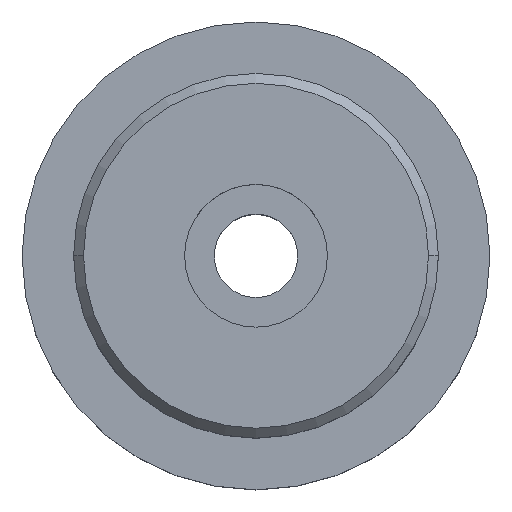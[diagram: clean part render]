
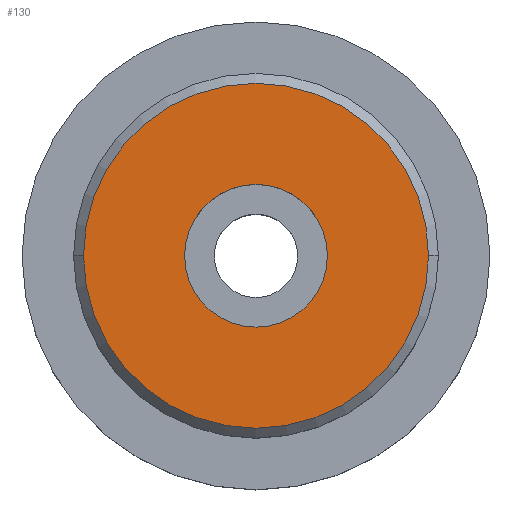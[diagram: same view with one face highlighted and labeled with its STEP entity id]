
A CAD part, top view. The second image highlights one B-rep face of the part: STEP entity #130.
In plain terms, the highlighted planar face has unit normal (0, 0, 1).
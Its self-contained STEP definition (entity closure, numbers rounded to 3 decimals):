
#106=VERTEX_POINT('',#271);
#112=EDGE_CURVE('',#106,#238,#277,.T.);
#130=ADVANCED_FACE('',(#298,#299),#300,.T.);
#160=EDGE_CURVE('',#202,#192,#334,.T.);
#186=EDGE_CURVE('',#192,#202,#363,.T.);
#188=EDGE_CURVE('',#238,#106,#365,.T.);
#192=VERTEX_POINT('',#369);
#202=VERTEX_POINT('',#382);
#238=VERTEX_POINT('',#423);
#271=CARTESIAN_POINT('',(-9.0,0.,24.0));
#277=CIRCLE('',#455,9.0);
#298=FACE_OUTER_BOUND('',#478,.T.);
#299=FACE_BOUND('',#479,.T.);
#300=PLANE('',#480);
#334=CIRCLE('',#529,21.75);
#363=CIRCLE('',#568,21.75);
#365=CIRCLE('',#571,9.0);
#369=CARTESIAN_POINT('',(21.75,0.,24.0));
#382=CARTESIAN_POINT('',(-21.75,0.,24.0));
#423=CARTESIAN_POINT('',(9.0,0.,24.0));
#455=AXIS2_PLACEMENT_3D('',#668,#669,#670);
#478=EDGE_LOOP('',(#702,#703));
#479=EDGE_LOOP('',(#704,#705));
#480=AXIS2_PLACEMENT_3D('',#706,#707,#708);
#529=AXIS2_PLACEMENT_3D('',#760,#761,#762);
#568=AXIS2_PLACEMENT_3D('',#786,#787,#788);
#571=AXIS2_PLACEMENT_3D('',#789,#790,#791);
#668=CARTESIAN_POINT('',(0.0,0.,24.0));
#669=DIRECTION('',(0.0,0.0,1.0));
#670=DIRECTION('',(-1.0,0.,0.0));
#702=ORIENTED_EDGE('',*,*,#160,.T.);
#703=ORIENTED_EDGE('',*,*,#186,.T.);
#704=ORIENTED_EDGE('',*,*,#112,.F.);
#705=ORIENTED_EDGE('',*,*,#188,.F.);
#706=CARTESIAN_POINT('',(-16.0,0.,24.0));
#707=DIRECTION('',(0.0,0.0,1.0));
#708=DIRECTION('',(-1.0,0.,0.0));
#760=CARTESIAN_POINT('',(0.0,0.,24.0));
#761=DIRECTION('',(0.0,0.0,1.0));
#762=DIRECTION('',(-1.0,0.,0.0));
#786=CARTESIAN_POINT('',(0.0,0.,24.0));
#787=DIRECTION('',(0.0,0.0,1.0));
#788=DIRECTION('',(-1.0,0.,0.0));
#789=CARTESIAN_POINT('',(0.0,0.,24.0));
#790=DIRECTION('',(0.0,0.0,1.0));
#791=DIRECTION('',(-1.0,0.,0.0));
